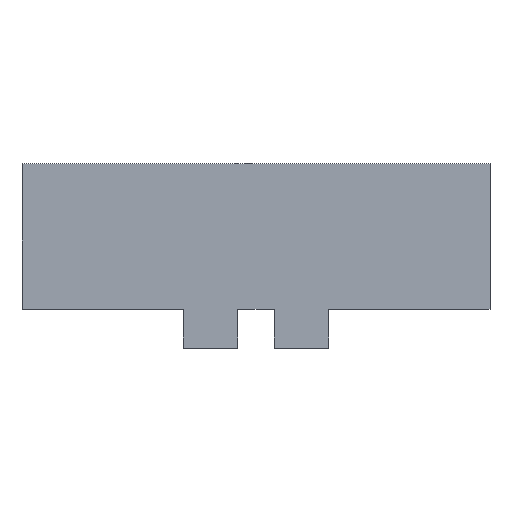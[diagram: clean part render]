
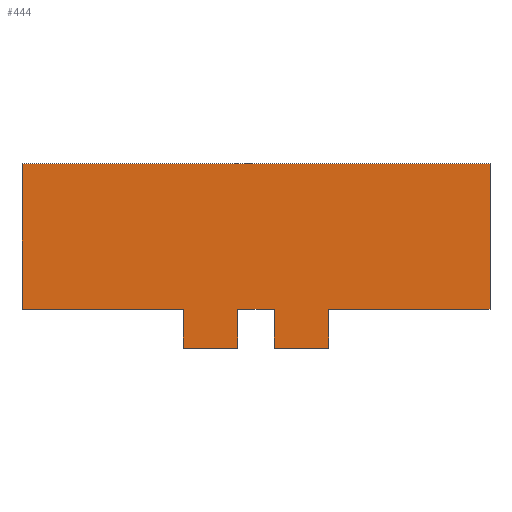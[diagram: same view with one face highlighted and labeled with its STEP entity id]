
A CAD part, top view. The second image highlights one B-rep face of the part: STEP entity #444.
In plain terms, the highlighted planar face has unit normal (0, 0, 1).
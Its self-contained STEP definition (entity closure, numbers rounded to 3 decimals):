
#44=FACE_OUTER_BOUND('',#68,.T.);
#68=EDGE_LOOP('',(#389,#390,#391,#392,#393,#394,#395,#396,#397,#398,#399,
#400));
#84=LINE('',#636,#140);
#87=LINE('',#641,#143);
#89=LINE('',#645,#145);
#91=LINE('',#649,#147);
#93=LINE('',#653,#149);
#95=LINE('',#657,#151);
#113=LINE('',#698,#169);
#116=LINE('',#704,#172);
#119=LINE('',#709,#175);
#120=LINE('',#711,#176);
#121=LINE('',#713,#177);
#122=LINE('',#715,#178);
#140=VECTOR('',#511,10.);
#143=VECTOR('',#516,10.);
#145=VECTOR('',#520,10.);
#147=VECTOR('',#524,10.);
#149=VECTOR('',#528,10.);
#151=VECTOR('',#532,10.);
#169=VECTOR('',#568,10.);
#172=VECTOR('',#573,10.);
#175=VECTOR('',#578,10.);
#176=VECTOR('',#581,10.);
#177=VECTOR('',#584,10.);
#178=VECTOR('',#587,10.);
#197=VERTEX_POINT('',#633);
#198=VERTEX_POINT('',#635);
#199=VERTEX_POINT('',#639);
#200=VERTEX_POINT('',#643);
#201=VERTEX_POINT('',#647);
#202=VERTEX_POINT('',#651);
#203=VERTEX_POINT('',#655);
#216=VERTEX_POINT('',#695);
#217=VERTEX_POINT('',#697);
#218=VERTEX_POINT('',#701);
#219=VERTEX_POINT('',#703);
#220=VERTEX_POINT('',#707);
#238=EDGE_CURVE('',#197,#198,#84,.T.);
#241=EDGE_CURVE('',#199,#197,#87,.T.);
#243=EDGE_CURVE('',#199,#200,#89,.T.);
#245=EDGE_CURVE('',#201,#200,#91,.T.);
#247=EDGE_CURVE('',#202,#201,#93,.T.);
#249=EDGE_CURVE('',#203,#202,#95,.T.);
#269=EDGE_CURVE('',#217,#216,#113,.T.);
#272=EDGE_CURVE('',#219,#218,#116,.T.);
#275=EDGE_CURVE('',#220,#203,#119,.T.);
#276=EDGE_CURVE('',#217,#220,#120,.T.);
#277=EDGE_CURVE('',#198,#218,#121,.T.);
#278=EDGE_CURVE('',#219,#216,#122,.T.);
#389=ORIENTED_EDGE('',*,*,#278,.F.);
#390=ORIENTED_EDGE('',*,*,#272,.T.);
#391=ORIENTED_EDGE('',*,*,#277,.F.);
#392=ORIENTED_EDGE('',*,*,#238,.F.);
#393=ORIENTED_EDGE('',*,*,#241,.F.);
#394=ORIENTED_EDGE('',*,*,#243,.T.);
#395=ORIENTED_EDGE('',*,*,#245,.F.);
#396=ORIENTED_EDGE('',*,*,#247,.F.);
#397=ORIENTED_EDGE('',*,*,#249,.F.);
#398=ORIENTED_EDGE('',*,*,#275,.F.);
#399=ORIENTED_EDGE('',*,*,#276,.F.);
#400=ORIENTED_EDGE('',*,*,#269,.T.);
#421=PLANE('',#485);
#444=ADVANCED_FACE('',(#44),#421,.T.);
#485=AXIS2_PLACEMENT_3D('',#721,#596,#597);
#511=DIRECTION('',(0.,-1.,0.));
#516=DIRECTION('',(-1.,0.,0.));
#520=DIRECTION('',(0.,1.,0.));
#524=DIRECTION('',(1.,0.,0.));
#528=DIRECTION('',(0.,1.,0.));
#532=DIRECTION('',(-1.,0.,0.));
#568=DIRECTION('',(0.,1.,0.));
#573=DIRECTION('',(0.,-1.,0.));
#578=DIRECTION('',(0.,1.,0.));
#581=DIRECTION('',(-1.,0.,0.));
#584=DIRECTION('',(-1.,0.,0.));
#587=DIRECTION('',(-1.,0.,0.));
#596=DIRECTION('center_axis',(0.,0.,1.));
#597=DIRECTION('ref_axis',(-1.,0.,0.));
#633=CARTESIAN_POINT('',(3.65,-41.3,-0.24));
#635=CARTESIAN_POINT('',(3.65,-42.8,-0.24));
#636=CARTESIAN_POINT('',(3.65,-37.2,-0.24));
#639=CARTESIAN_POINT('',(9.85,-41.3,-0.24));
#641=CARTESIAN_POINT('',(0.85,-41.3,-0.24));
#643=CARTESIAN_POINT('',(9.85,-35.7,-0.24));
#645=CARTESIAN_POINT('',(9.85,-41.3,-0.24));
#647=CARTESIAN_POINT('',(-8.15,-35.7,-0.24));
#649=CARTESIAN_POINT('',(0.85,-35.7,-0.24));
#651=CARTESIAN_POINT('',(-8.15,-41.3,-0.24));
#653=CARTESIAN_POINT('',(-8.15,-41.3,-0.24));
#655=CARTESIAN_POINT('',(-1.95,-41.3,-0.24));
#657=CARTESIAN_POINT('',(0.85,-41.3,-0.24));
#695=CARTESIAN_POINT('',(0.15,-41.3,-0.24));
#697=CARTESIAN_POINT('',(0.15,-42.8,-0.24));
#698=CARTESIAN_POINT('',(0.15,-42.8,-0.24));
#701=CARTESIAN_POINT('',(1.55,-42.8,-0.24));
#703=CARTESIAN_POINT('',(1.55,-41.3,-0.24));
#704=CARTESIAN_POINT('',(1.55,-39.8,-0.24));
#707=CARTESIAN_POINT('',(-1.95,-42.8,-0.24));
#709=CARTESIAN_POINT('',(-1.95,-42.8,-0.24));
#711=CARTESIAN_POINT('',(3.65,-42.8,-0.24));
#713=CARTESIAN_POINT('',(3.65,-42.8,-0.24));
#715=CARTESIAN_POINT('',(0.85,-41.3,-0.24));
#721=CARTESIAN_POINT('Origin',(0.85,-38.5,-0.24));
